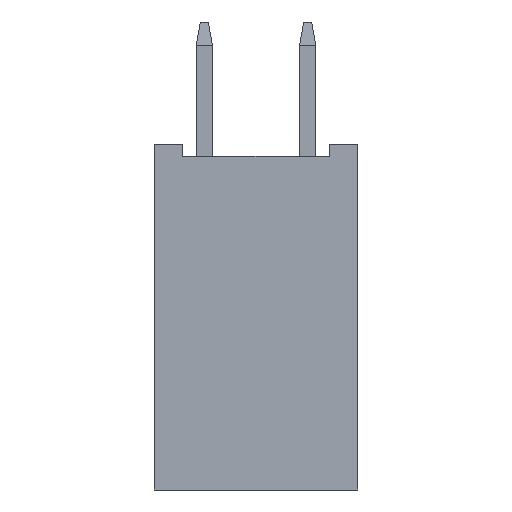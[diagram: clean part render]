
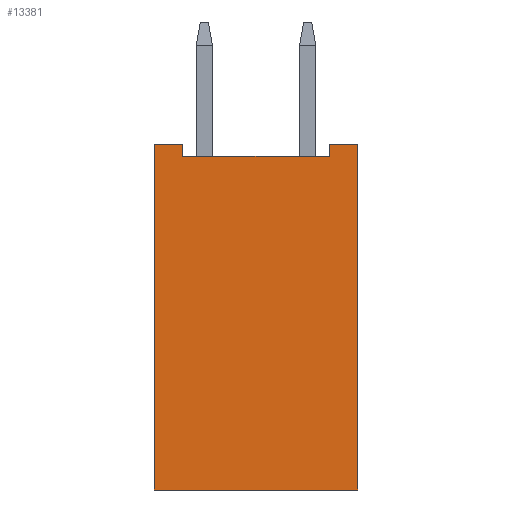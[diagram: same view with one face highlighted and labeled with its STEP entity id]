
A CAD part, left-side view. The second image highlights one B-rep face of the part: STEP entity #13381.
In plain terms, the highlighted planar face has unit normal (-1, 0, 0).
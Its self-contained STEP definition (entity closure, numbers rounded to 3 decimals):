
#522 = EDGE_CURVE ( 'NONE', #805, #15392, #2464, .T. ) ;
#805 = VERTEX_POINT ( 'NONE', #42141 ) ;
#1348 = ORIENTED_EDGE ( 'NONE', *, *, #522, .T. ) ;
#1519 = AXIS2_PLACEMENT_3D ( 'NONE', #32950, #12733, #39387 ) ;
#1968 = ORIENTED_EDGE ( 'NONE', *, *, #16843, .F. ) ;
#2083 = VERTEX_POINT ( 'NONE', #2491 ) ;
#2325 = DIRECTION ( 'NONE',  ( 0., 0., -1. ) ) ;
#2464 = LINE ( 'NONE', #25767, #10233 ) ;
#2491 = CARTESIAN_POINT ( 'NONE',  ( -15.49, 1.8, 8.5 ) ) ;
#2557 = CARTESIAN_POINT ( 'NONE',  ( -15.49, -1.07, 8.2 ) ) ;
#3152 = VECTOR ( 'NONE', #2325, 1000. ) ;
#3220 = VERTEX_POINT ( 'NONE', #29756 ) ;
#5515 = CARTESIAN_POINT ( 'NONE',  ( -15.49, -1.8, 8.5 ) ) ;
#5529 = ORIENTED_EDGE ( 'NONE', *, *, #32405, .F. ) ;
#5632 = CARTESIAN_POINT ( 'NONE',  ( -15.49, -2.5, 8.5 ) ) ;
#5766 = VERTEX_POINT ( 'NONE', #30614 ) ;
#5965 = DIRECTION ( 'NONE',  ( 0., 0., 1. ) ) ;
#6088 = LINE ( 'NONE', #5632, #3152 ) ;
#6101 = DIRECTION ( 'NONE',  ( 0., -1., 0. ) ) ;
#6164 = CARTESIAN_POINT ( 'NONE',  ( -15.49, 2.5, 8.5 ) ) ;
#6828 = ORIENTED_EDGE ( 'NONE', *, *, #14167, .F. ) ;
#7872 = CARTESIAN_POINT ( 'NONE',  ( -15.49, 1.8, 8.5 ) ) ;
#8525 = DIRECTION ( 'NONE',  ( 0., 0., -1. ) ) ;
#9170 = ORIENTED_EDGE ( 'NONE', *, *, #13404, .F. ) ;
#9708 = LINE ( 'NONE', #6164, #13504 ) ;
#9759 = CARTESIAN_POINT ( 'NONE',  ( -15.49, -2.5, 0. ) ) ;
#10233 = VECTOR ( 'NONE', #19743, 1000. ) ;
#11607 = LINE ( 'NONE', #35777, #25030 ) ;
#12733 = DIRECTION ( 'NONE',  ( 1., 0., 0. ) ) ;
#13381 = ADVANCED_FACE ( 'NONE', ( #16739 ), #19829, .F. ) ;
#13404 = EDGE_CURVE ( 'NONE', #22834, #22522, #33607, .T. ) ;
#13504 = VECTOR ( 'NONE', #39652, 1000. ) ;
#14167 = EDGE_CURVE ( 'NONE', #805, #3220, #9708, .T. ) ;
#14255 = CARTESIAN_POINT ( 'NONE',  ( -15.49, -2.5, 8.5 ) ) ;
#14506 = DIRECTION ( 'NONE',  ( 0., -1., 0. ) ) ;
#15392 = VERTEX_POINT ( 'NONE', #9759 ) ;
#16394 = VECTOR ( 'NONE', #6101, 1000. ) ;
#16739 = FACE_OUTER_BOUND ( 'NONE', #42573, .T. ) ;
#16843 = EDGE_CURVE ( 'NONE', #22522, #5766, #22396, .T. ) ;
#17111 = ORIENTED_EDGE ( 'NONE', *, *, #34044, .F. ) ;
#17644 = CARTESIAN_POINT ( 'NONE',  ( -15.49, 1.8, 8.2 ) ) ;
#19183 = DIRECTION ( 'NONE',  ( 0., -1., 0. ) ) ;
#19743 = DIRECTION ( 'NONE',  ( 0., -1., 0. ) ) ;
#19829 = PLANE ( 'NONE',  #1519 ) ;
#20743 = ORIENTED_EDGE ( 'NONE', *, *, #43752, .F. ) ;
#22396 = LINE ( 'NONE', #5515, #34731 ) ;
#22522 = VERTEX_POINT ( 'NONE', #43410 ) ;
#22834 = VERTEX_POINT ( 'NONE', #17644 ) ;
#25030 = VECTOR ( 'NONE', #14506, 1000. ) ;
#25767 = CARTESIAN_POINT ( 'NONE',  ( -15.49, 13.748, 0. ) ) ;
#29756 = CARTESIAN_POINT ( 'NONE',  ( -15.49, 2.5, 8.5 ) ) ;
#30408 = EDGE_CURVE ( 'NONE', #5766, #38239, #42491, .T. ) ;
#30614 = CARTESIAN_POINT ( 'NONE',  ( -15.49, -1.8, 8.5 ) ) ;
#32405 = EDGE_CURVE ( 'NONE', #2083, #22834, #38719, .T. ) ;
#32950 = CARTESIAN_POINT ( 'NONE',  ( -15.49, 13.748, 29. ) ) ;
#33607 = LINE ( 'NONE', #2557, #16394 ) ;
#34044 = EDGE_CURVE ( 'NONE', #3220, #2083, #11607, .T. ) ;
#34731 = VECTOR ( 'NONE', #5965, 1000. ) ;
#35064 = ORIENTED_EDGE ( 'NONE', *, *, #30408, .F. ) ;
#35777 = CARTESIAN_POINT ( 'NONE',  ( -15.49, 0., 8.5 ) ) ;
#36266 = VECTOR ( 'NONE', #8525, 1000. ) ;
#38239 = VERTEX_POINT ( 'NONE', #14255 ) ;
#38719 = LINE ( 'NONE', #7872, #36266 ) ;
#38952 = VECTOR ( 'NONE', #19183, 1000. ) ;
#39387 = DIRECTION ( 'NONE',  ( 0., 1., 0. ) ) ;
#39652 = DIRECTION ( 'NONE',  ( 0., 0., 1. ) ) ;
#42141 = CARTESIAN_POINT ( 'NONE',  ( -15.49, 2.5, 0. ) ) ;
#42491 = LINE ( 'NONE', #42720, #38952 ) ;
#42573 = EDGE_LOOP ( 'NONE', ( #35064, #1968, #9170, #5529, #17111, #6828, #1348, #20743 ) ) ;
#42720 = CARTESIAN_POINT ( 'NONE',  ( -15.49, 0., 8.5 ) ) ;
#43410 = CARTESIAN_POINT ( 'NONE',  ( -15.49, -1.8, 8.2 ) ) ;
#43752 = EDGE_CURVE ( 'NONE', #38239, #15392, #6088, .T. ) ;
